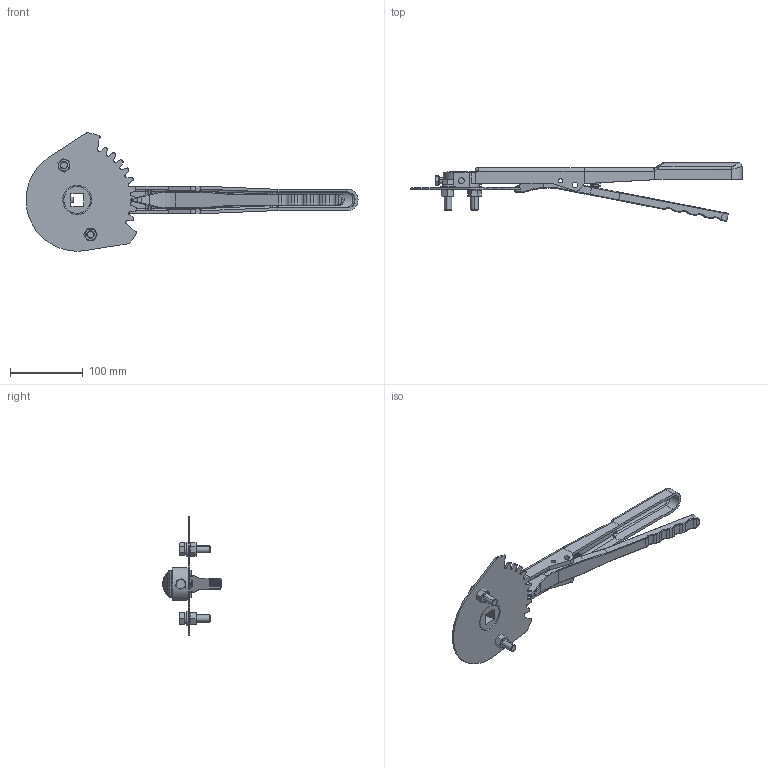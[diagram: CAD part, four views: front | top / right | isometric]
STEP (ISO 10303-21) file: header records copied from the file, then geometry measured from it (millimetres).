
FILE_DESCRIPTION (( 'STEP AP203' ), '1' );
FILE_NAME ('8.STEP', '2024-10-18T03:16:02', ( '' ), ( '' ), 'SwSTEP 2.0', 'SolidWorks 2018', '' );
FILE_SCHEMA (( 'CONFIG_CONTROL_DESIGN' ));
Length unit declared in the file: millimetre
Products named in the file (10): 8; 8-10主手柄-无尖头 2顶丝; hexagon nuts grade c gb_GB_FASTENER_NUT_SNC1 M10-N; hexagon head bolts-full thread gb_GB_FASTENER_BOLT_STBAB A M10X35-C; spring lock washers--normal type gb_GB_FASTENER_WASHER_SW 10; plain washers--product grade c gb_GB_FASTENER_WASHER_SMWC 10; hexagon head bolts-full thread gb_GB_FASTENER_BOLT_STBAB A M8X25-C; 粟銅 - 萵掛; 8-12陔倰喘攫(8-10); 8-12萵忒梟
Assembly tree (13 placements, depth 2):
  8
    8-10主手柄-无尖头 2顶丝
    8-12萵忒梟
    粟銅 - 萵掛
    8-12陔倰喘攫(8-10)
    plain washers--product grade c gb_GB_FASTENER_WASHER_SMWC 10  x2
    spring lock washers--normal type gb_GB_FASTENER_WASHER_SW 10  x2
    hexagon head bolts-full thread gb_GB_FASTENER_BOLT_STBAB A M10X35-C  x2
    hexagon nuts grade c gb_GB_FASTENER_NUT_SNC1 M10-N  x2
    hexagon head bolts-full thread gb_GB_FASTENER_BOLT_STBAB A M8X25-C
Bounding box: 456.5 x 80.95 x 162.81 mm (x, y, z)
Volume: 233421.6 mm3; surface area: 128281.8 mm2
Topology: 13 solids, 13 shells, 858 faces, 2133 edges, 1314 vertices
Faces by surface type: plane 317, cylinder 275, bspline 124, torus 78, cone 42, sphere 22
Entity records: 35469 total; most frequent: CARTESIAN_POINT 15996, ORIENTED_EDGE 3954, DIRECTION 3659, EDGE_CURVE 1977, AXIS2_PLACEMENT_3D 1337, VERTEX_POINT 1226, LINE 985, VECTOR 985
